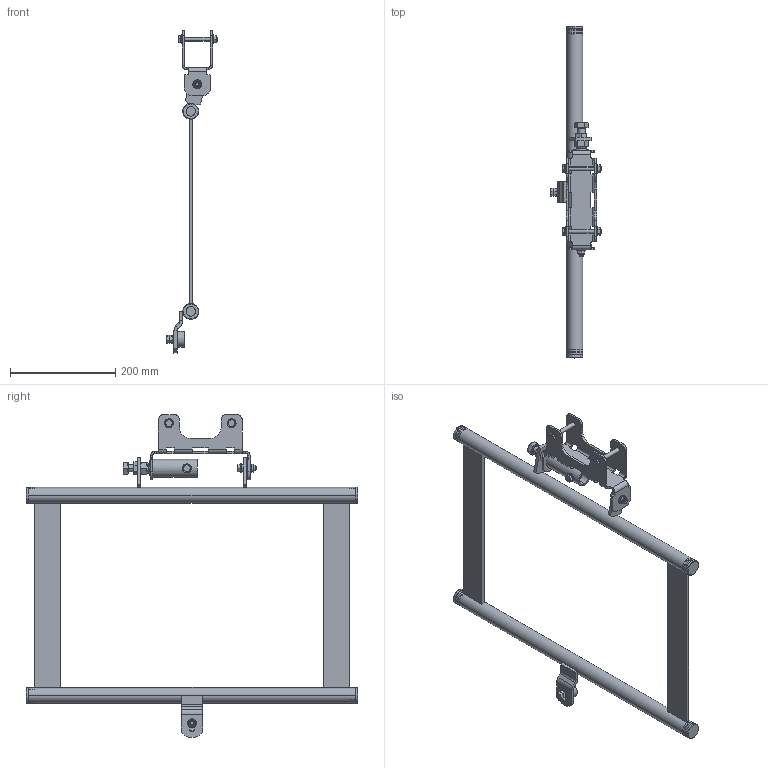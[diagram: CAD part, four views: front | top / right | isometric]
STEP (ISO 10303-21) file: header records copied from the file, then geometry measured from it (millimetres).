
FILE_DESCRIPTION (( 'STEP AP203' ), '1' );
FILE_NAME ('0529832200.STEP', '2024-05-29T08:25:45', ( '' ), ( '' ), 'SwSTEP 2.0', 'SolidWorks 2022', '' );
FILE_SCHEMA (( 'CONFIG_CONTROL_DESIGN' ));
Length unit declared in the file: metre
Products named in the file (1): 0529832200
Bounding box: 97.86 x 630 x 613.43 mm (x, y, z)
Volume: 677771.7 mm3; surface area: 452772.3 mm2
Topology: 39 solids, 39 shells, 1088 faces, 2486 edges, 1480 vertices
Faces by surface type: cylinder 404, plane 392, cone 255, torus 24, bspline 12, sphere 1
Entity records: 37991 total; most frequent: CARTESIAN_POINT 13736, DIRECTION 5163, ORIENTED_EDGE 4968, EDGE_CURVE 2484, AXIS2_PLACEMENT_3D 2151, VERTEX_POINT 1479, EDGE_LOOP 1175, FACE_OUTER_BOUND 1088
